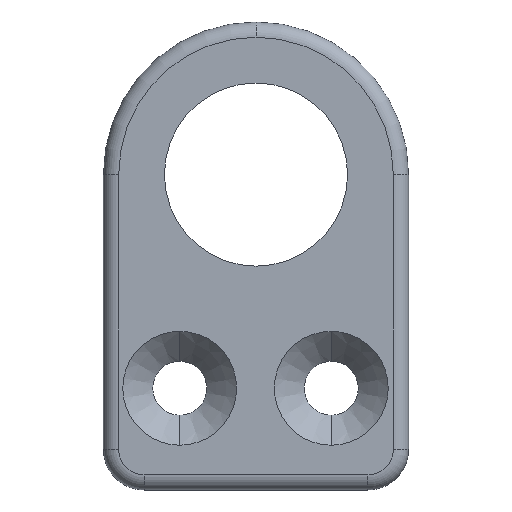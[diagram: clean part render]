
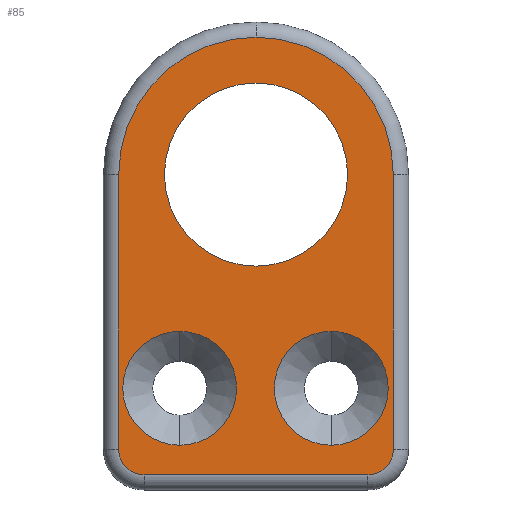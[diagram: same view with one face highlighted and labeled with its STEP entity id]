
A CAD part, front view. The second image highlights one B-rep face of the part: STEP entity #85.
In plain terms, the highlighted planar face has unit normal (0, -1, 0).
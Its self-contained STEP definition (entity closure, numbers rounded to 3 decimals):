
#31 = DIRECTION ( 'NONE',  ( 0., 0., -1. ) ) ;
#74 = ORIENTED_EDGE ( 'NONE', *, *, #343, .F. ) ;
#85 = ADVANCED_FACE ( 'NONE', ( #1688, #1580, #507, #1564 ), #1036, .F. ) ;
#103 = DIRECTION ( 'NONE',  ( 0., 1., 0. ) ) ;
#104 = DIRECTION ( 'NONE',  ( 1., 0., 0. ) ) ;
#107 = ORIENTED_EDGE ( 'NONE', *, *, #157, .F. ) ;
#123 = DIRECTION ( 'NONE',  ( 0., 0., 1. ) ) ;
#157 = EDGE_CURVE ( 'NONE', #348, #1308, #446, .T. ) ;
#195 = DIRECTION ( 'NONE',  ( 0., 0., 1. ) ) ;
#204 = DIRECTION ( 'NONE',  ( 0., 0., -1. ) ) ;
#205 = ORIENTED_EDGE ( 'NONE', *, *, #1585, .T. ) ;
#218 = CARTESIAN_POINT ( 'NONE',  ( 0., 0., 0. ) ) ;
#233 = EDGE_LOOP ( 'NONE', ( #107, #436 ) ) ;
#247 = VERTEX_POINT ( 'NONE', #560 ) ;
#253 = DIRECTION ( 'NONE',  ( 0., 0., 1. ) ) ;
#260 = CARTESIAN_POINT ( 'NONE',  ( 0., 0., 0. ) ) ;
#264 = CIRCLE ( 'NONE', #480, 2.5 ) ;
#270 = VECTOR ( 'NONE', #123, 1000. ) ;
#292 = VERTEX_POINT ( 'NONE', #1261 ) ;
#293 = CARTESIAN_POINT ( 'NONE',  ( 7.4, 0., -21. ) ) ;
#315 = CARTESIAN_POINT ( 'NONE',  ( -7.5, 0., -21. ) ) ;
#317 = VERTEX_POINT ( 'NONE', #578 ) ;
#343 = EDGE_CURVE ( 'NONE', #870, #894, #539, .T. ) ;
#348 = VERTEX_POINT ( 'NONE', #722 ) ;
#353 = EDGE_CURVE ( 'NONE', #1648, #581, #1461, .T. ) ;
#365 = AXIS2_PLACEMENT_3D ( 'NONE', #901, #1172, #31 ) ;
#370 = CARTESIAN_POINT ( 'NONE',  ( 13.5, 0., 0. ) ) ;
#376 = DIRECTION ( 'NONE',  ( 0., 0., -1. ) ) ;
#388 = CIRCLE ( 'NONE', #416, 13.5 ) ;
#412 = CARTESIAN_POINT ( 'NONE',  ( -13.5, 0., 0. ) ) ;
#416 = AXIS2_PLACEMENT_3D ( 'NONE', #1667, #602, #757 ) ;
#436 = ORIENTED_EDGE ( 'NONE', *, *, #1272, .F. ) ;
#446 = CIRCLE ( 'NONE', #365, 5.6 ) ;
#448 = DIRECTION ( 'NONE',  ( 0., -1., 0. ) ) ;
#457 = EDGE_CURVE ( 'NONE', #292, #1016, #1516, .T. ) ;
#468 = DIRECTION ( 'NONE',  ( 0., 1., 0. ) ) ;
#471 = DIRECTION ( 'NONE',  ( 0., -1., 0. ) ) ;
#480 = AXIS2_PLACEMENT_3D ( 'NONE', #985, #1269, #1134 ) ;
#481 = CARTESIAN_POINT ( 'NONE',  ( -7.5, 0., -26.6 ) ) ;
#488 = AXIS2_PLACEMENT_3D ( 'NONE', #315, #471, #204 ) ;
#496 = ORIENTED_EDGE ( 'NONE', *, *, #457, .T. ) ;
#499 = CARTESIAN_POINT ( 'NONE',  ( -13.5, 0., -27. ) ) ;
#501 = CARTESIAN_POINT ( 'NONE',  ( 0., 0., 9. ) ) ;
#507 = FACE_BOUND ( 'NONE', #753, .T. ) ;
#510 = ORIENTED_EDGE ( 'NONE', *, *, #550, .T. ) ;
#521 = DIRECTION ( 'NONE',  ( 0., 0., -1. ) ) ;
#526 = EDGE_CURVE ( 'NONE', #568, #292, #1396, .T. ) ;
#535 = CIRCLE ( 'NONE', #765, 5.6 ) ;
#539 = CIRCLE ( 'NONE', #488, 5.6 ) ;
#550 = EDGE_CURVE ( 'NONE', #581, #1648, #1140, .T. ) ;
#560 = CARTESIAN_POINT ( 'NONE',  ( 13.5, 0., 0. ) ) ;
#568 = VERTEX_POINT ( 'NONE', #663 ) ;
#578 = CARTESIAN_POINT ( 'NONE',  ( -13.5, 0., -27. ) ) ;
#581 = VERTEX_POINT ( 'NONE', #738 ) ;
#602 = DIRECTION ( 'NONE',  ( 0., -1., 0. ) ) ;
#606 = CARTESIAN_POINT ( 'NONE',  ( 0., 0., 0. ) ) ;
#663 = CARTESIAN_POINT ( 'NONE',  ( -11., 0., -29.5 ) ) ;
#670 = AXIS2_PLACEMENT_3D ( 'NONE', #260, #1049, #914 ) ;
#719 = EDGE_CURVE ( 'NONE', #894, #870, #1086, .T. ) ;
#721 = CARTESIAN_POINT ( 'NONE',  ( 0., 0., 13.5 ) ) ;
#722 = CARTESIAN_POINT ( 'NONE',  ( 7.4, 0., -26.6 ) ) ;
#738 = CARTESIAN_POINT ( 'NONE',  ( 0., 0., -9. ) ) ;
#753 = EDGE_LOOP ( 'NONE', ( #74, #1596 ) ) ;
#757 = DIRECTION ( 'NONE',  ( 0., 0., 1. ) ) ;
#765 = AXIS2_PLACEMENT_3D ( 'NONE', #293, #1222, #521 ) ;
#770 = AXIS2_PLACEMENT_3D ( 'NONE', #1322, #1031, #1154 ) ;
#818 = ORIENTED_EDGE ( 'NONE', *, *, #526, .T. ) ;
#840 = EDGE_CURVE ( 'NONE', #247, #1283, #1108, .T. ) ;
#846 = EDGE_CURVE ( 'NONE', #1224, #317, #1422, .T. ) ;
#854 = AXIS2_PLACEMENT_3D ( 'NONE', #1650, #448, #1000 ) ;
#870 = VERTEX_POINT ( 'NONE', #481 ) ;
#879 = ORIENTED_EDGE ( 'NONE', *, *, #840, .T. ) ;
#894 = VERTEX_POINT ( 'NONE', #1548 ) ;
#896 = EDGE_CURVE ( 'NONE', #1016, #247, #1571, .T. ) ;
#901 = CARTESIAN_POINT ( 'NONE',  ( 7.4, 0., -21. ) ) ;
#914 = DIRECTION ( 'NONE',  ( 0., 0., 1. ) ) ;
#918 = VECTOR ( 'NONE', #104, 1000. ) ;
#919 = ORIENTED_EDGE ( 'NONE', *, *, #846, .T. ) ;
#921 = ORIENTED_EDGE ( 'NONE', *, *, #353, .T. ) ;
#985 = CARTESIAN_POINT ( 'NONE',  ( -11., 0., -27. ) ) ;
#1000 = DIRECTION ( 'NONE',  ( 0., 0., -1. ) ) ;
#1014 = CARTESIAN_POINT ( 'NONE',  ( 11., 0., -29.5 ) ) ;
#1016 = VERTEX_POINT ( 'NONE', #1470 ) ;
#1027 = AXIS2_PLACEMENT_3D ( 'NONE', #606, #1121, #195 ) ;
#1031 = DIRECTION ( 'NONE',  ( 0., -1., 0. ) ) ;
#1036 = PLANE ( 'NONE',  #1558 ) ;
#1049 = DIRECTION ( 'NONE',  ( 0., -1., 0. ) ) ;
#1086 = CIRCLE ( 'NONE', #854, 5.6 ) ;
#1106 = ORIENTED_EDGE ( 'NONE', *, *, #896, .T. ) ;
#1108 = CIRCLE ( 'NONE', #670, 13.5 ) ;
#1121 = DIRECTION ( 'NONE',  ( 0., 1., 0. ) ) ;
#1134 = DIRECTION ( 'NONE',  ( 0., 0., 1. ) ) ;
#1140 = CIRCLE ( 'NONE', #1314, 9. ) ;
#1154 = DIRECTION ( 'NONE',  ( 0., 0., 1. ) ) ;
#1172 = DIRECTION ( 'NONE',  ( 0., -1., 0. ) ) ;
#1222 = DIRECTION ( 'NONE',  ( 0., -1., 0. ) ) ;
#1224 = VERTEX_POINT ( 'NONE', #412 ) ;
#1250 = CARTESIAN_POINT ( 'NONE',  ( 7.4, 0., -15.4 ) ) ;
#1261 = CARTESIAN_POINT ( 'NONE',  ( 11., 0., -29.5 ) ) ;
#1269 = DIRECTION ( 'NONE',  ( 0., -1., 0. ) ) ;
#1272 = EDGE_CURVE ( 'NONE', #1308, #348, #535, .T. ) ;
#1283 = VERTEX_POINT ( 'NONE', #721 ) ;
#1308 = VERTEX_POINT ( 'NONE', #1250 ) ;
#1314 = AXIS2_PLACEMENT_3D ( 'NONE', #218, #468, #1403 ) ;
#1322 = CARTESIAN_POINT ( 'NONE',  ( 11., 0., -27. ) ) ;
#1362 = EDGE_LOOP ( 'NONE', ( #1106, #879, #205, #919, #1425, #818, #496 ) ) ;
#1364 = VECTOR ( 'NONE', #376, 1000. ) ;
#1385 = EDGE_CURVE ( 'NONE', #317, #568, #264, .T. ) ;
#1396 = LINE ( 'NONE', #1014, #918 ) ;
#1403 = DIRECTION ( 'NONE',  ( 0., 0., 1. ) ) ;
#1422 = LINE ( 'NONE', #499, #1364 ) ;
#1425 = ORIENTED_EDGE ( 'NONE', *, *, #1385, .T. ) ;
#1436 = CARTESIAN_POINT ( 'NONE',  ( 0., 0., 0. ) ) ;
#1461 = CIRCLE ( 'NONE', #1027, 9. ) ;
#1470 = CARTESIAN_POINT ( 'NONE',  ( 13.5, 0., -27. ) ) ;
#1516 = CIRCLE ( 'NONE', #770, 2.5 ) ;
#1517 = EDGE_LOOP ( 'NONE', ( #510, #921 ) ) ;
#1548 = CARTESIAN_POINT ( 'NONE',  ( -7.5, 0., -15.4 ) ) ;
#1558 = AXIS2_PLACEMENT_3D ( 'NONE', #1436, #103, #253 ) ;
#1564 = FACE_BOUND ( 'NONE', #1517, .T. ) ;
#1571 = LINE ( 'NONE', #370, #270 ) ;
#1580 = FACE_BOUND ( 'NONE', #233, .T. ) ;
#1585 = EDGE_CURVE ( 'NONE', #1283, #1224, #388, .T. ) ;
#1596 = ORIENTED_EDGE ( 'NONE', *, *, #719, .F. ) ;
#1648 = VERTEX_POINT ( 'NONE', #501 ) ;
#1650 = CARTESIAN_POINT ( 'NONE',  ( -7.5, 0., -21. ) ) ;
#1667 = CARTESIAN_POINT ( 'NONE',  ( 0., 0., 0. ) ) ;
#1688 = FACE_OUTER_BOUND ( 'NONE', #1362, .T. ) ;
